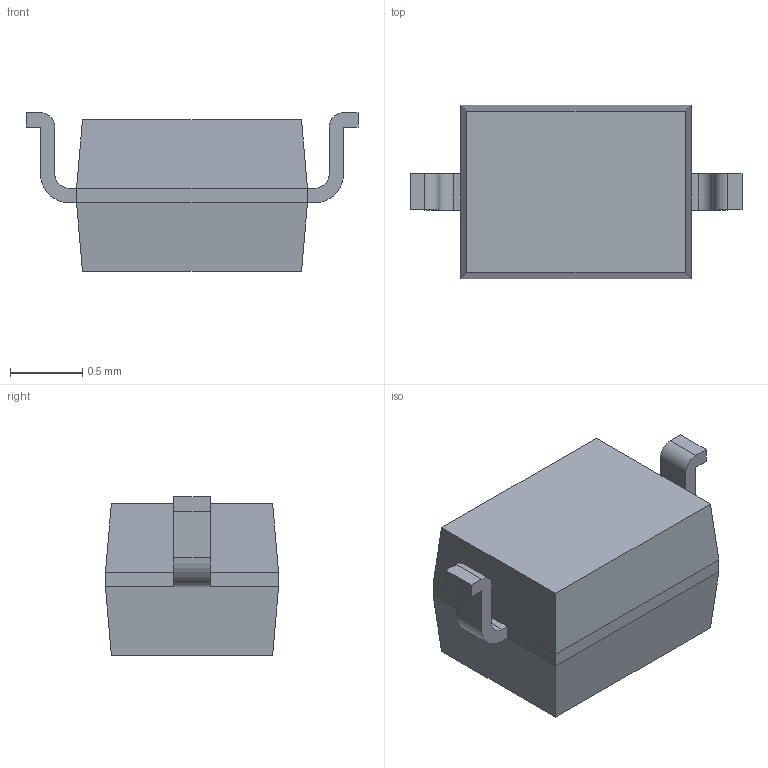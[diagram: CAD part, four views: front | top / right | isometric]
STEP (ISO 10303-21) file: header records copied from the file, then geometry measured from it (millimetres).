
FILE_DESCRIPTION (( 'STEP AP214' ), '1' );
FILE_NAME ('User Library-1N4148WS.STEP', '2014-06-22T19:01:05', ( 'Windows User' ), ( '' ), 'SwSTEP 2.0', 'SolidWorks 2014', '' );
FILE_SCHEMA (( 'AUTOMOTIVE_DESIGN' ));
Length unit declared in the file: millimetre
Products named in the file (1): User Library-1N4148WS
Bounding box: 2.3 x 1.2 x 1.1 mm (x, y, z)
Volume: 1.9 mm3; surface area: 10.2 mm2
Topology: 1 solids, 1 shells, 41 faces, 102 edges, 64 vertices
Faces by surface type: plane 35, cylinder 6
Entity records: 1501 total; most frequent: CARTESIAN_POINT 208, ORIENTED_EDGE 204, DIRECTION 198, EDGE_CURVE 102, LINE 90, VECTOR 90, VERTEX_POINT 64, AXIS2_PLACEMENT_3D 54
